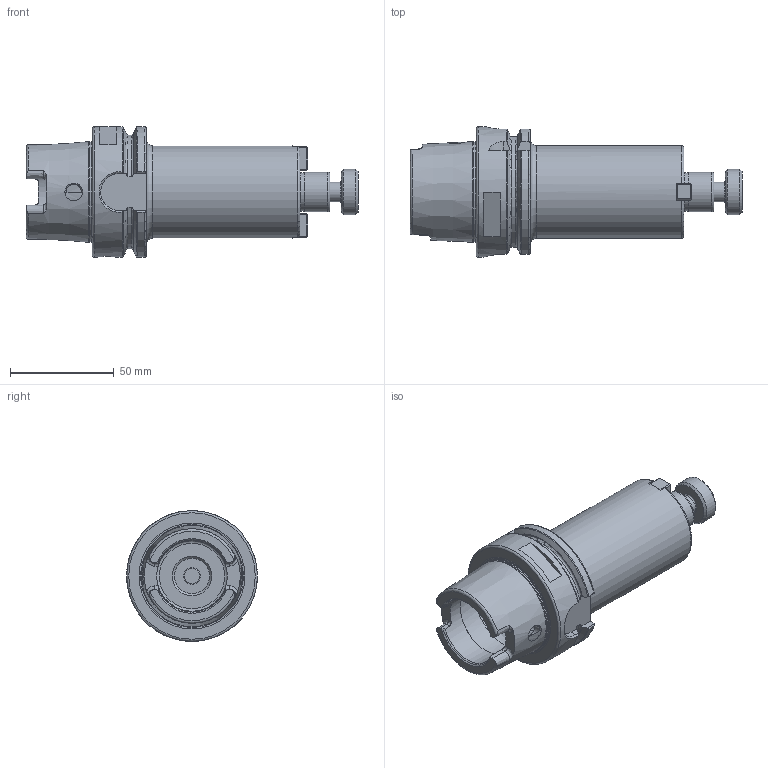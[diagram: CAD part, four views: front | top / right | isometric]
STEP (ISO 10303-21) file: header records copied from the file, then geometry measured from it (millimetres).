
FILE_DESCRIPTION(/* description */ (''),/* implementation_level */ '2;1');
FILE_NAME(/* name */ 'HSK063A-SM075-0394.stp',/* time_stamp */ '2019-07-24T15:52:55-05:00',/* author */ ('ldfli'),/* organization */ (''),/* preprocessor_version */ 'ST-DEVELOPER v18',/* originating_system */ 'Autodesk Inventor LT',/* authorisation */ '');
FILE_SCHEMA (('AUTOMOTIVE_DESIGN { 1 0 10303 214 3 1 1 }'));
Length unit declared in the file: millimetre
Products named in the file (1): HSK063A-SM075-0394
Bounding box: 160 x 63 x 63 mm (x, y, z)
Volume: 200561.3 mm3; surface area: 39488 mm2
Topology: 4 solids, 4 shells, 255 faces, 665 edges, 439 vertices
Faces by surface type: plane 140, cylinder 45, cone 29, torus 28, bspline 13
Full cylindrical faces by diameter (mm): 2.459 x2, 3 x2, 3.3 x2, 5.5 x2, 5.8 x2, 7.5 x2, 8 x1, 8.382 x1, 9.53 x1, 10 x1, 13 x1, 14 x1, 17 x1, 18.55 x1, 19 x1, 19.05 x1, 22 x1, 34 x2, 40 x1, 44.57 x1, 48.241 x1, 63 x1
Entity records: 9340 total; most frequent: CARTESIAN_POINT 3117, ORIENTED_EDGE 1330, DIRECTION 1247, EDGE_CURVE 665, AXIS2_PLACEMENT_3D 473, VERTEX_POINT 441, LINE 301, VECTOR 301
